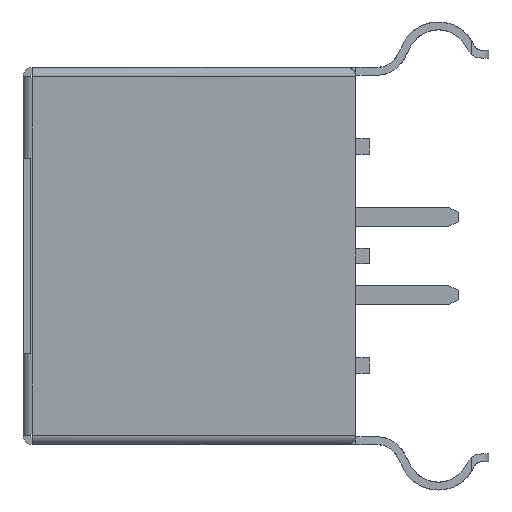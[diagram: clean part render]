
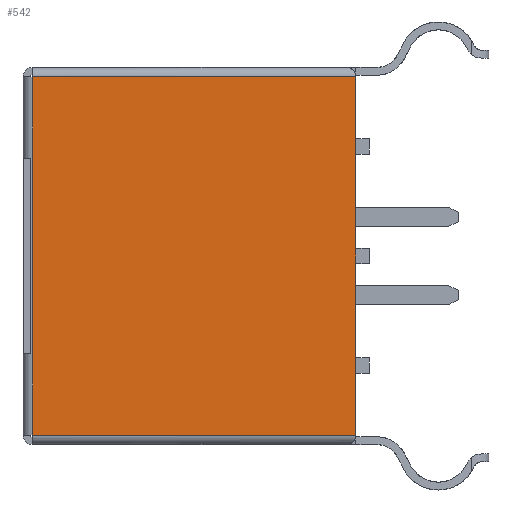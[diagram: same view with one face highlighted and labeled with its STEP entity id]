
A CAD part, left-side view. The second image highlights one B-rep face of the part: STEP entity #542.
In plain terms, the highlighted planar face has unit normal (-1, 0, 0).
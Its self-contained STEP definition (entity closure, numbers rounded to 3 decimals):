
#535 = DIRECTION ( 'NONE',  ( 1., 0., 0. ) ) ;
#542 = ADVANCED_FACE ( 'NONE', ( #12598 ), #5347, .F. ) ;
#947 = CARTESIAN_POINT ( 'NONE',  ( -8.25, 10.32, 3.125 ) ) ;
#1128 = VERTEX_POINT ( 'NONE', #10689 ) ;
#1297 = VECTOR ( 'NONE', #10032, 1000. ) ;
#1306 = AXIS2_PLACEMENT_3D ( 'NONE', #13915, #535, #15142 ) ;
#1490 = EDGE_CURVE ( 'NONE', #5802, #5583, #5796, .T. ) ;
#1926 = DIRECTION ( 'NONE',  ( 0., 1., 0. ) ) ;
#2136 = CARTESIAN_POINT ( 'NONE',  ( -8.25, 0., 5.72 ) ) ;
#2424 = LINE ( 'NONE', #10432, #5277 ) ;
#2595 = ORIENTED_EDGE ( 'NONE', *, *, #11136, .F. ) ;
#3193 = ORIENTED_EDGE ( 'NONE', *, *, #1490, .T. ) ;
#3829 = VECTOR ( 'NONE', #14171, 1000. ) ;
#4503 = ORIENTED_EDGE ( 'NONE', *, *, #7009, .T. ) ;
#4533 = DIRECTION ( 'NONE',  ( 0., 0., -1. ) ) ;
#5277 = VECTOR ( 'NONE', #1926, 1000. ) ;
#5347 = PLANE ( 'NONE',  #1306 ) ;
#5583 = VERTEX_POINT ( 'NONE', #7040 ) ;
#5796 = LINE ( 'NONE', #947, #6365 ) ;
#5802 = VERTEX_POINT ( 'NONE', #12646 ) ;
#6365 = VECTOR ( 'NONE', #4533, 1000. ) ;
#6708 = CARTESIAN_POINT ( 'NONE',  ( -8.25, 10.62, 5.72 ) ) ;
#6968 = CARTESIAN_POINT ( 'NONE',  ( -8.25, 10.32, -3.125 ) ) ;
#7009 = EDGE_CURVE ( 'NONE', #8786, #5802, #14876, .T. ) ;
#7040 = CARTESIAN_POINT ( 'NONE',  ( -8.25, 10.32, 3.125 ) ) ;
#7299 = CARTESIAN_POINT ( 'NONE',  ( -8.25, 10.32, -5.72 ) ) ;
#7379 = LINE ( 'NONE', #14986, #1297 ) ;
#8786 = VERTEX_POINT ( 'NONE', #2136 ) ;
#8920 = VECTOR ( 'NONE', #9800, 1000. ) ;
#9089 = EDGE_CURVE ( 'NONE', #1128, #13086, #2424, .T. ) ;
#9404 = EDGE_CURVE ( 'NONE', #5583, #14846, #7379, .T. ) ;
#9586 = CARTESIAN_POINT ( 'NONE',  ( -8.25, 0., 6.02 ) ) ;
#9800 = DIRECTION ( 'NONE',  ( 0., 0., 1. ) ) ;
#9828 = VECTOR ( 'NONE', #13759, 1000. ) ;
#10032 = DIRECTION ( 'NONE',  ( 0., 0., -1. ) ) ;
#10303 = CARTESIAN_POINT ( 'NONE',  ( -8.25, 10.32, -3.125 ) ) ;
#10432 = CARTESIAN_POINT ( 'NONE',  ( -8.25, 10.62, -5.72 ) ) ;
#10689 = CARTESIAN_POINT ( 'NONE',  ( -8.25, 0., -5.72 ) ) ;
#11136 = EDGE_CURVE ( 'NONE', #13086, #14846, #11944, .T. ) ;
#11944 = LINE ( 'NONE', #10303, #9828 ) ;
#12598 = FACE_OUTER_BOUND ( 'NONE', #13355, .T. ) ;
#12646 = CARTESIAN_POINT ( 'NONE',  ( -8.25, 10.32, 5.72 ) ) ;
#12703 = LINE ( 'NONE', #9586, #8920 ) ;
#13086 = VERTEX_POINT ( 'NONE', #7299 ) ;
#13355 = EDGE_LOOP ( 'NONE', ( #15555, #2595, #13998, #13975, #4503, #3193 ) ) ;
#13759 = DIRECTION ( 'NONE',  ( 0., 0., 1. ) ) ;
#13915 = CARTESIAN_POINT ( 'NONE',  ( -8.25, 10.62, 6.02 ) ) ;
#13975 = ORIENTED_EDGE ( 'NONE', *, *, #15534, .T. ) ;
#13998 = ORIENTED_EDGE ( 'NONE', *, *, #9089, .F. ) ;
#14171 = DIRECTION ( 'NONE',  ( 0., 1., 0. ) ) ;
#14846 = VERTEX_POINT ( 'NONE', #6968 ) ;
#14876 = LINE ( 'NONE', #6708, #3829 ) ;
#14986 = CARTESIAN_POINT ( 'NONE',  ( -8.25, 10.32, 6.02 ) ) ;
#15142 = DIRECTION ( 'NONE',  ( 0., 0., -1. ) ) ;
#15534 = EDGE_CURVE ( 'NONE', #1128, #8786, #12703, .T. ) ;
#15555 = ORIENTED_EDGE ( 'NONE', *, *, #9404, .T. ) ;
